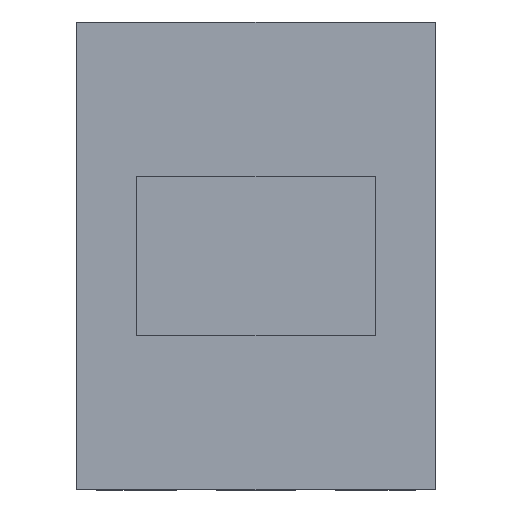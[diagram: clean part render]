
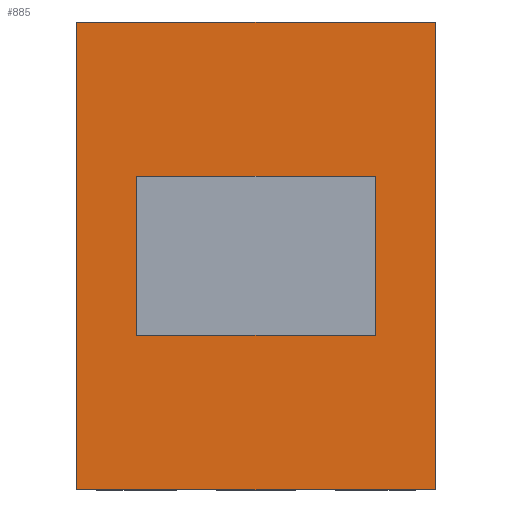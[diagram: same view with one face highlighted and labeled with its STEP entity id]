
A CAD part, top view. The second image highlights one B-rep face of the part: STEP entity #885.
In plain terms, the highlighted planar face has unit normal (0, 0, 1).
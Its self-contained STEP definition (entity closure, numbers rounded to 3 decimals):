
#334 = VERTEX_POINT('',#335);
#335 = CARTESIAN_POINT('',(0.9,-1.175,1.));
#341 = EDGE_CURVE('',#334,#342,#344,.T.);
#342 = VERTEX_POINT('',#343);
#343 = CARTESIAN_POINT('',(-0.9,-1.175,1.));
#344 = LINE('',#345,#346);
#345 = CARTESIAN_POINT('',(0.9,-1.175,1.));
#346 = VECTOR('',#347,1.);
#347 = DIRECTION('',(-1.,0.,0.));
#497 = EDGE_CURVE('',#342,#498,#500,.T.);
#498 = VERTEX_POINT('',#499);
#499 = CARTESIAN_POINT('',(-0.9,1.175,1.));
#500 = LINE('',#501,#502);
#501 = CARTESIAN_POINT('',(-0.9,-1.175,1.));
#502 = VECTOR('',#503,1.);
#503 = DIRECTION('',(0.,1.,0.));
#521 = EDGE_CURVE('',#498,#522,#524,.T.);
#522 = VERTEX_POINT('',#523);
#523 = CARTESIAN_POINT('',(0.9,1.175,1.));
#524 = LINE('',#525,#526);
#525 = CARTESIAN_POINT('',(-0.9,1.175,1.));
#526 = VECTOR('',#527,1.);
#527 = DIRECTION('',(1.,0.,0.));
#809 = EDGE_CURVE('',#522,#334,#810,.T.);
#810 = LINE('',#811,#812);
#811 = CARTESIAN_POINT('',(0.9,1.175,1.));
#812 = VECTOR('',#813,1.);
#813 = DIRECTION('',(0.,-1.,0.));
#885 = ADVANCED_FACE('',(#886,#892),#926,.T.);
#886 = FACE_BOUND('',#887,.T.);
#887 = EDGE_LOOP('',(#888,#889,#890,#891));
#888 = ORIENTED_EDGE('',*,*,#341,.F.);
#889 = ORIENTED_EDGE('',*,*,#809,.F.);
#890 = ORIENTED_EDGE('',*,*,#521,.F.);
#891 = ORIENTED_EDGE('',*,*,#497,.F.);
#892 = FACE_BOUND('',#893,.T.);
#893 = EDGE_LOOP('',(#894,#904,#912,#920));
#894 = ORIENTED_EDGE('',*,*,#895,.T.);
#895 = EDGE_CURVE('',#896,#898,#900,.T.);
#896 = VERTEX_POINT('',#897);
#897 = CARTESIAN_POINT('',(0.6,0.4,1.));
#898 = VERTEX_POINT('',#899);
#899 = CARTESIAN_POINT('',(0.6,-0.4,1.));
#900 = LINE('',#901,#902);
#901 = CARTESIAN_POINT('',(0.6,0.4,1.));
#902 = VECTOR('',#903,1.);
#903 = DIRECTION('',(0.,-1.,0.));
#904 = ORIENTED_EDGE('',*,*,#905,.T.);
#905 = EDGE_CURVE('',#898,#906,#908,.T.);
#906 = VERTEX_POINT('',#907);
#907 = CARTESIAN_POINT('',(-0.6,-0.4,1.));
#908 = LINE('',#909,#910);
#909 = CARTESIAN_POINT('',(0.6,-0.4,1.));
#910 = VECTOR('',#911,1.);
#911 = DIRECTION('',(-1.,0.,0.));
#912 = ORIENTED_EDGE('',*,*,#913,.T.);
#913 = EDGE_CURVE('',#906,#914,#916,.T.);
#914 = VERTEX_POINT('',#915);
#915 = CARTESIAN_POINT('',(-0.6,0.4,1.));
#916 = LINE('',#917,#918);
#917 = CARTESIAN_POINT('',(-0.6,-0.4,1.));
#918 = VECTOR('',#919,1.);
#919 = DIRECTION('',(0.,1.,0.));
#920 = ORIENTED_EDGE('',*,*,#921,.T.);
#921 = EDGE_CURVE('',#914,#896,#922,.T.);
#922 = LINE('',#923,#924);
#923 = CARTESIAN_POINT('',(-0.6,0.4,1.));
#924 = VECTOR('',#925,1.);
#925 = DIRECTION('',(1.,0.,0.));
#926 = PLANE('',#927);
#927 = AXIS2_PLACEMENT_3D('',#928,#929,#930);
#928 = CARTESIAN_POINT('',(0.,0.,1.));
#929 = DIRECTION('',(0.,0.,1.));
#930 = DIRECTION('',(0.,1.,0.));
